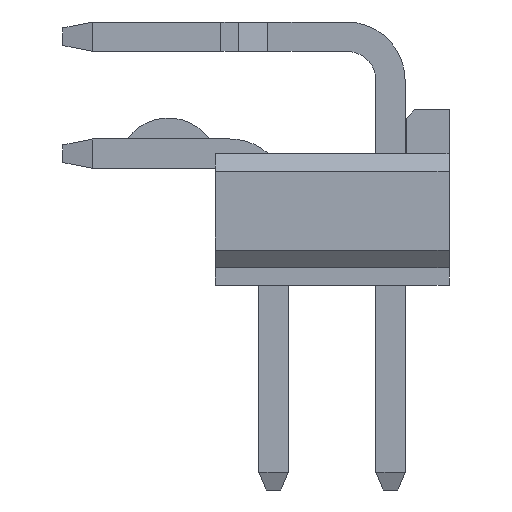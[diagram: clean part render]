
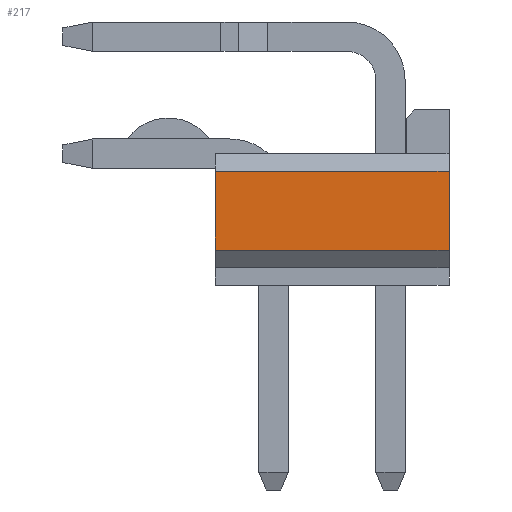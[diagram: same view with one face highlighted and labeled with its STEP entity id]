
A CAD part, front view. The second image highlights one B-rep face of the part: STEP entity #217.
In plain terms, the highlighted planar face has unit normal (0, -1, 0).
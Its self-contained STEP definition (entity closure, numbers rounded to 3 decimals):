
#217=ADVANCED_FACE('',(#572),#573,.T.);
#572=FACE_OUTER_BOUND('',#993,.T.);
#573=PLANE('',#994);
#993=EDGE_LOOP('',(#2305,#2306,#2307,#2308));
#994=AXIS2_PLACEMENT_3D('',#2309,#2310,#2311);
#2305=ORIENTED_EDGE('',*,*,#3047,.T.);
#2306=ORIENTED_EDGE('',*,*,#2984,.T.);
#2307=ORIENTED_EDGE('',*,*,#2869,.T.);
#2308=ORIENTED_EDGE('',*,*,#3166,.F.);
#2309=CARTESIAN_POINT('',(2.813,-0.438,5.1));
#2310=DIRECTION('',(0.0,-1.0,0.0));
#2311=DIRECTION('',(0.0,0.0,-1.0));
#2869=EDGE_CURVE('',#3458,#3456,#3459,.T.);
#2984=EDGE_CURVE('',#3650,#3458,#3651,.T.);
#3047=EDGE_CURVE('',#3755,#3650,#3756,.T.);
#3166=EDGE_CURVE('',#3755,#3456,#3940,.T.);
#3456=VERTEX_POINT('',#4381);
#3458=VERTEX_POINT('',#4384);
#3459=LINE('',#4385,#4386);
#3650=VERTEX_POINT('',#4689);
#3651=LINE('',#4690,#4691);
#3755=VERTEX_POINT('',#4855);
#3756=LINE('',#4856,#4857);
#3940=LINE('',#5153,#5154);
#4381=CARTESIAN_POINT('',(9.713,-0.438,0.4));
#4384=CARTESIAN_POINT('',(5.713,-0.438,0.4));
#4385=CARTESIAN_POINT('',(6.4,-0.438,0.4));
#4386=VECTOR('',#5655,1.0);
#4689=CARTESIAN_POINT('',(5.713,-0.438,1.75));
#4690=CARTESIAN_POINT('',(5.713,-0.438,-1.1));
#4691=VECTOR('',#5774,1.0);
#4855=CARTESIAN_POINT('',(9.713,-0.438,1.75));
#4856=CARTESIAN_POINT('',(6.4,-0.438,1.75));
#4857=VECTOR('',#5841,1.0);
#5153=CARTESIAN_POINT('',(9.713,-0.438,-1.1));
#5154=VECTOR('',#5972,1.0);
#5655=DIRECTION('',(1.0,0.0,0.0));
#5774=DIRECTION('',(0.0,0.0,-1.0));
#5841=DIRECTION('',(-1.0,0.0,0.0));
#5972=DIRECTION('',(0.0,0.0,-1.0));
